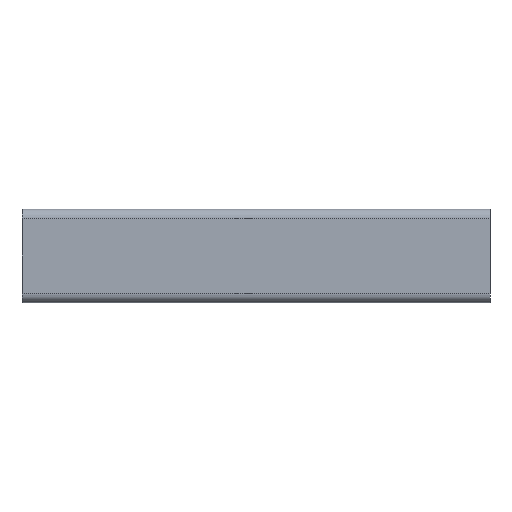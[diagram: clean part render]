
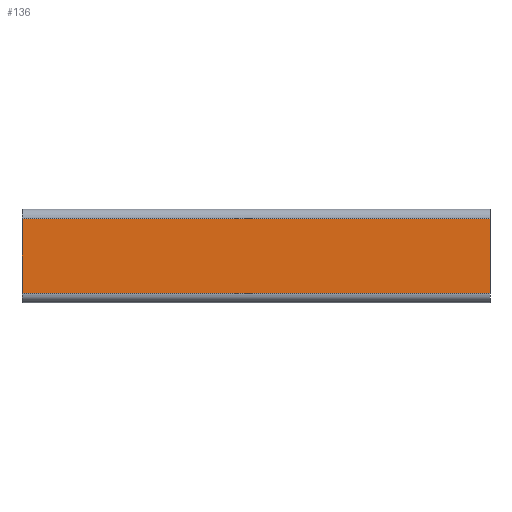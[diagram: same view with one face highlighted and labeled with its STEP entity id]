
A CAD part, left-side view. The second image highlights one B-rep face of the part: STEP entity #136.
In plain terms, the highlighted planar face has unit normal (-1, 0, 0).
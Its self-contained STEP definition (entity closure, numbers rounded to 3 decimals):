
#136 = ADVANCED_FACE( '', ( #272 ), #273, .T. );
#272 = FACE_OUTER_BOUND( '', #405, .T. );
#273 = PLANE( '', #406 );
#405 = EDGE_LOOP( '', ( #779, #780, #781, #782 ) );
#406 = AXIS2_PLACEMENT_3D( '', #783, #784, #785 );
#779 = ORIENTED_EDGE( '', *, *, #837, .F. );
#780 = ORIENTED_EDGE( '', *, *, #932, .F. );
#781 = ORIENTED_EDGE( '', *, *, #976, .T. );
#782 = ORIENTED_EDGE( '', *, *, #986, .T. );
#783 = CARTESIAN_POINT( '', ( -20., 100., 8. ) );
#784 = DIRECTION( '', ( -1., 0., 0. ) );
#785 = DIRECTION( '', ( 0., 0., 1. ) );
#837 = EDGE_CURVE( '', #1000, #1002, #1003, .T. );
#932 = EDGE_CURVE( '', #1158, #1000, #1160, .T. );
#976 = EDGE_CURVE( '', #1158, #1216, #1218, .T. );
#986 = EDGE_CURVE( '', #1216, #1002, #1228, .T. );
#1000 = VERTEX_POINT( '', #1243 );
#1002 = VERTEX_POINT( '', #1245 );
#1003 = LINE( '', #1246, #1247 );
#1158 = VERTEX_POINT( '', #1455 );
#1160 = LINE( '', #1457, #1458 );
#1216 = VERTEX_POINT( '', #1532 );
#1218 = LINE( '', #1534, #1535 );
#1228 = LINE( '', #1546, #1547 );
#1243 = CARTESIAN_POINT( '', ( -20., 0., 8. ) );
#1245 = CARTESIAN_POINT( '', ( -20., 0., -8. ) );
#1246 = CARTESIAN_POINT( '', ( -20., 0., 8. ) );
#1247 = VECTOR( '', #1564, 1000. );
#1455 = CARTESIAN_POINT( '', ( -20., 100., 8. ) );
#1457 = CARTESIAN_POINT( '', ( -20., 100., 8. ) );
#1458 = VECTOR( '', #1693, 1000. );
#1532 = CARTESIAN_POINT( '', ( -20., 100., -8. ) );
#1534 = CARTESIAN_POINT( '', ( -20., 100., 8. ) );
#1535 = VECTOR( '', #1754, 1000. );
#1546 = CARTESIAN_POINT( '', ( -20., 100., -8. ) );
#1547 = VECTOR( '', #1756, 1000. );
#1564 = DIRECTION( '', ( 0., 0., -1. ) );
#1693 = DIRECTION( '', ( 0., -1., 0. ) );
#1754 = DIRECTION( '', ( 0., 0., -1. ) );
#1756 = DIRECTION( '', ( 0., -1., 0. ) );
